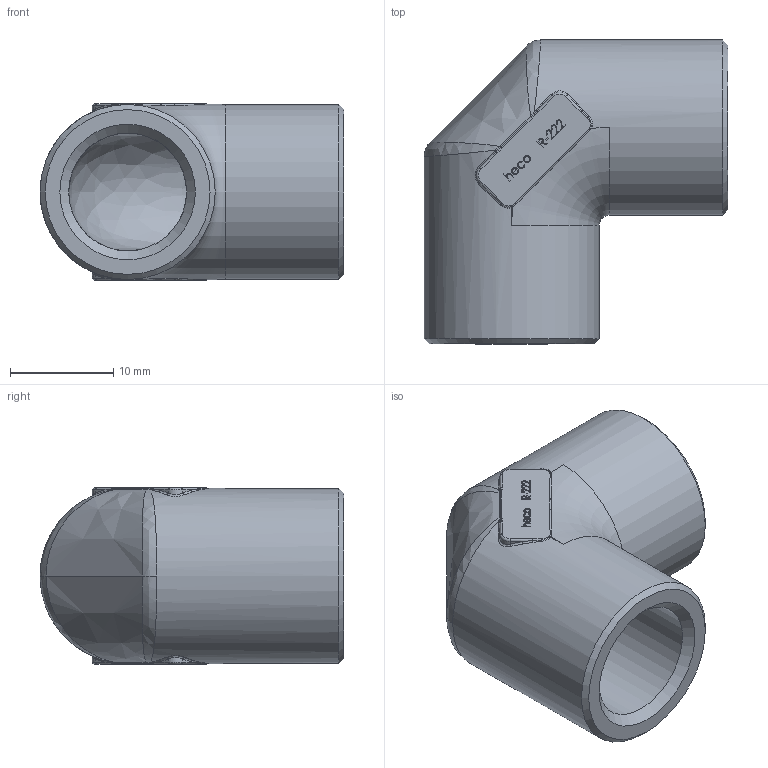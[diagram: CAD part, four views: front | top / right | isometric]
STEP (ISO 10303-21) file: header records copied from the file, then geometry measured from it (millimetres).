
FILE_DESCRIPTION (( 'STEP AP214' ), '1' );
FILE_NAME ('WI-014-100-G R-222 Winkel 2011.STEP', '2020-11-20T12:51:33', ( '' ), ( '' ), 'SwSTEP 2.0', 'SolidWorks 2019', '' );
FILE_SCHEMA (( 'AUTOMOTIVE_DESIGN' ));
Length unit declared in the file: millimetre
Products named in the file (1): WI-014-100-G R-222 Winkel 2011
Bounding box: 29.5 x 29.5 x 17.17 mm (x, y, z)
Volume: 4960.1 mm3; surface area: 3648.1 mm2
Topology: 1 solids, 1 shells, 355 faces, 904 edges, 581 vertices
Faces by surface type: bspline 176, plane 148, cylinder 22, torus 5, cone 4
Full cylindrical faces by diameter (mm): 11.425 x2, 11.445 x2, 17 x2
Entity records: 20397 total; most frequent: CARTESIAN_POINT 10697, ORIENTED_EDGE 1776, DIRECTION 1003, EDGE_CURVE 888, VERTEX_POINT 578, VECTOR 435, LINE 435, EDGE_LOOP 396
